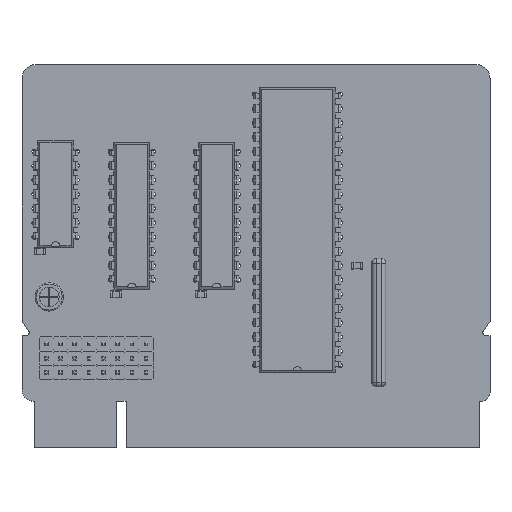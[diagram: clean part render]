
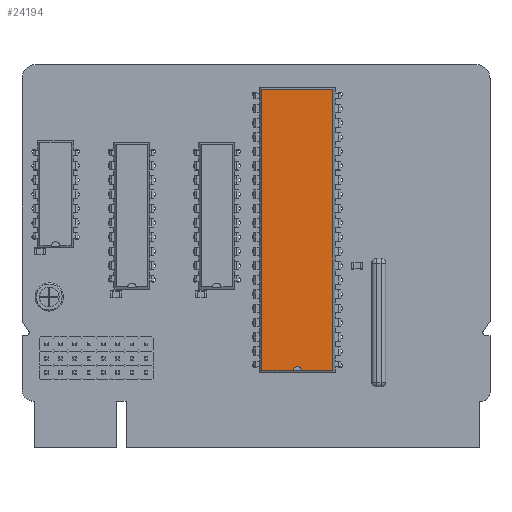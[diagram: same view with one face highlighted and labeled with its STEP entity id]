
A CAD part, top view. The second image highlights one B-rep face of the part: STEP entity #24194.
In plain terms, the highlighted planar face has unit normal (0, 0, 1).
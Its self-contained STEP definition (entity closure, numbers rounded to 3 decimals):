
#15770 = VERTEX_POINT('',#15771);
#15771 = CARTESIAN_POINT('',(13.952,0.871,3.68));
#15776 = EDGE_CURVE('',#15777,#15770,#15779,.T.);
#15777 = VERTEX_POINT('',#15778);
#15778 = CARTESIAN_POINT('',(13.952,-49.131,3.68));
#15779 = LINE('',#15780,#15781);
#15780 = CARTESIAN_POINT('',(13.952,-49.131,3.68));
#15781 = VECTOR('',#15782,1.);
#15782 = DIRECTION('',(0.,1.,0.));
#19736 = VERTEX_POINT('',#19737);
#19737 = CARTESIAN_POINT('',(1.288,0.871,3.68));
#19742 = EDGE_CURVE('',#19743,#19736,#19745,.T.);
#19743 = VERTEX_POINT('',#19744);
#19744 = CARTESIAN_POINT('',(6.874,0.871,3.68));
#19745 = LINE('',#19746,#19747);
#19746 = CARTESIAN_POINT('',(13.952,0.871,3.68));
#19747 = VECTOR('',#19748,1.);
#19748 = DIRECTION('',(-1.,0.,0.));
#19963 = VERTEX_POINT('',#19964);
#19964 = CARTESIAN_POINT('',(8.366,0.871,3.68));
#20068 = EDGE_CURVE('',#15770,#19963,#20069,.T.);
#20069 = LINE('',#20070,#20071);
#20070 = CARTESIAN_POINT('',(13.952,0.871,3.68));
#20071 = VECTOR('',#20072,1.);
#20072 = DIRECTION('',(-1.,0.,0.));
#20224 = VERTEX_POINT('',#20225);
#20225 = CARTESIAN_POINT('',(1.288,-49.131,3.68));
#20230 = EDGE_CURVE('',#19736,#20224,#20231,.T.);
#20231 = LINE('',#20232,#20233);
#20232 = CARTESIAN_POINT('',(1.288,0.871,3.68));
#20233 = VECTOR('',#20234,1.);
#20234 = DIRECTION('',(0.,-1.,0.));
#24183 = EDGE_CURVE('',#20224,#15777,#24184,.T.);
#24184 = LINE('',#24185,#24186);
#24185 = CARTESIAN_POINT('',(1.288,-49.131,3.68));
#24186 = VECTOR('',#24187,1.);
#24187 = DIRECTION('',(1.,0.,0.));
#24194 = ADVANCED_FACE('',(#24195),#24218,.F.);
#24195 = FACE_BOUND('',#24196,.F.);
#24196 = EDGE_LOOP('',(#24197,#24198,#24199,#24200,#24201,#24210,#24217)
  );
#24197 = ORIENTED_EDGE('',*,*,#15776,.F.);
#24198 = ORIENTED_EDGE('',*,*,#24183,.F.);
#24199 = ORIENTED_EDGE('',*,*,#20230,.F.);
#24200 = ORIENTED_EDGE('',*,*,#19742,.F.);
#24201 = ORIENTED_EDGE('',*,*,#24202,.F.);
#24202 = EDGE_CURVE('',#24203,#19743,#24205,.T.);
#24203 = VERTEX_POINT('',#24204);
#24204 = CARTESIAN_POINT('',(7.62,0.196,3.68));
#24205 = CIRCLE('',#24206,0.75);
#24206 = AXIS2_PLACEMENT_3D('',#24207,#24208,#24209);
#24207 = CARTESIAN_POINT('',(7.62,0.946,3.68));
#24208 = DIRECTION('',(0.,-0.,-1.));
#24209 = DIRECTION('',(0.,-1.,0.));
#24210 = ORIENTED_EDGE('',*,*,#24211,.F.);
#24211 = EDGE_CURVE('',#19963,#24203,#24212,.T.);
#24212 = CIRCLE('',#24213,0.75);
#24213 = AXIS2_PLACEMENT_3D('',#24214,#24215,#24216);
#24214 = CARTESIAN_POINT('',(7.62,0.946,3.68));
#24215 = DIRECTION('',(0.,-0.,-1.));
#24216 = DIRECTION('',(0.,-1.,0.));
#24217 = ORIENTED_EDGE('',*,*,#20068,.F.);
#24218 = PLANE('',#24219);
#24219 = AXIS2_PLACEMENT_3D('',#24220,#24221,#24222);
#24220 = CARTESIAN_POINT('',(13.952,-49.131,3.68));
#24221 = DIRECTION('',(-0.,0.,-1.));
#24222 = DIRECTION('',(-0.246,0.969,0.));
